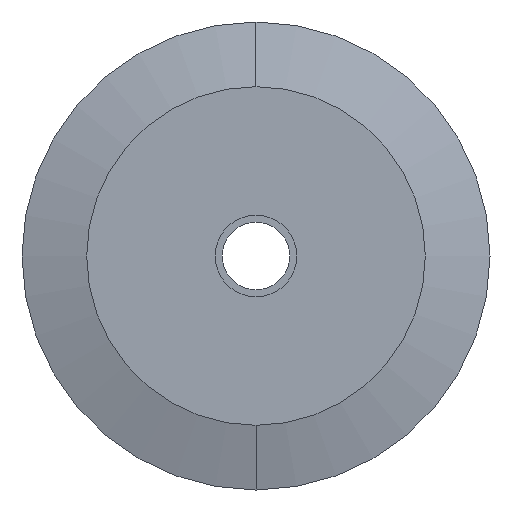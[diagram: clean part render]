
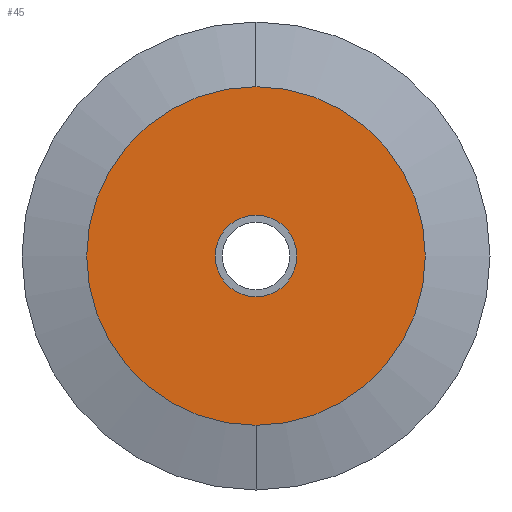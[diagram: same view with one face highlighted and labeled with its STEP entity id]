
A CAD part, left-side view. The second image highlights one B-rep face of the part: STEP entity #45.
In plain terms, the highlighted planar face has unit normal (-1, 0, 0).
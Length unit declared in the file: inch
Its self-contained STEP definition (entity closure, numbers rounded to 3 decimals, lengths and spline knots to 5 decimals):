
#1 = CARTESIAN_POINT ( 'NONE',  ( 0., 0., -0.1885 ) ) ;
#10 = CIRCLE ( 'NONE', #304, 0.1885 ) ;
#27 = DIRECTION ( 'NONE',  ( 0., 0., 1. ) ) ;
#40 = FACE_OUTER_BOUND ( 'NONE', #456, .T. ) ;
#43 = EDGE_CURVE ( 'NONE', #462, #483, #435, .T. ) ;
#45 = ADVANCED_FACE ( 'NONE', ( #122, #40 ), #423, .F. ) ;
#76 = CARTESIAN_POINT ( 'NONE',  ( 0., 0., 0. ) ) ;
#87 = VERTEX_POINT ( 'NONE', #1 ) ;
#96 = CARTESIAN_POINT ( 'NONE',  ( 0., 0., -0.78144 ) ) ;
#99 = ORIENTED_EDGE ( 'NONE', *, *, #449, .F. ) ;
#102 = DIRECTION ( 'NONE',  ( -1., 0., 0. ) ) ;
#109 = DIRECTION ( 'NONE',  ( 0., 0., 1. ) ) ;
#117 = DIRECTION ( 'NONE',  ( 1., 0., 0. ) ) ;
#122 = FACE_BOUND ( 'NONE', #339, .T. ) ;
#149 = CARTESIAN_POINT ( 'NONE',  ( 0., 0., 0. ) ) ;
#164 = ORIENTED_EDGE ( 'NONE', *, *, #491, .F. ) ;
#176 = DIRECTION ( 'NONE',  ( 0., 0., 1. ) ) ;
#204 = EDGE_CURVE ( 'NONE', #483, #462, #455, .T. ) ;
#217 = AXIS2_PLACEMENT_3D ( 'NONE', #454, #102, #27 ) ;
#228 = CIRCLE ( 'NONE', #362, 0.1885 ) ;
#229 = DIRECTION ( 'NONE',  ( -1., 0., 0. ) ) ;
#237 = DIRECTION ( 'NONE',  ( 0., 0., 1. ) ) ;
#270 = DIRECTION ( 'NONE',  ( 0., 0., -1. ) ) ;
#297 = CARTESIAN_POINT ( 'NONE',  ( 0., 0., 0.78144 ) ) ;
#304 = AXIS2_PLACEMENT_3D ( 'NONE', #76, #229, #109 ) ;
#339 = EDGE_LOOP ( 'NONE', ( #99, #164 ) ) ;
#340 = VERTEX_POINT ( 'NONE', #494 ) ;
#362 = AXIS2_PLACEMENT_3D ( 'NONE', #484, #380, #176 ) ;
#367 = AXIS2_PLACEMENT_3D ( 'NONE', #149, #466, #237 ) ;
#380 = DIRECTION ( 'NONE',  ( -1., 0., 0. ) ) ;
#423 = PLANE ( 'NONE',  #426 ) ;
#426 = AXIS2_PLACEMENT_3D ( 'NONE', #473, #117, #270 ) ;
#435 = CIRCLE ( 'NONE', #217, 0.78144 ) ;
#449 = EDGE_CURVE ( 'NONE', #340, #87, #228, .T. ) ;
#450 = ORIENTED_EDGE ( 'NONE', *, *, #43, .T. ) ;
#454 = CARTESIAN_POINT ( 'NONE',  ( 0., 0., 0. ) ) ;
#455 = CIRCLE ( 'NONE', #367, 0.78144 ) ;
#456 = EDGE_LOOP ( 'NONE', ( #450, #459 ) ) ;
#459 = ORIENTED_EDGE ( 'NONE', *, *, #204, .T. ) ;
#462 = VERTEX_POINT ( 'NONE', #96 ) ;
#466 = DIRECTION ( 'NONE',  ( -1., 0., 0. ) ) ;
#473 = CARTESIAN_POINT ( 'NONE',  ( 0., 0.1885, 0. ) ) ;
#483 = VERTEX_POINT ( 'NONE', #297 ) ;
#484 = CARTESIAN_POINT ( 'NONE',  ( 0., 0., 0. ) ) ;
#491 = EDGE_CURVE ( 'NONE', #87, #340, #10, .T. ) ;
#494 = CARTESIAN_POINT ( 'NONE',  ( 0., 0., 0.1885 ) ) ;
